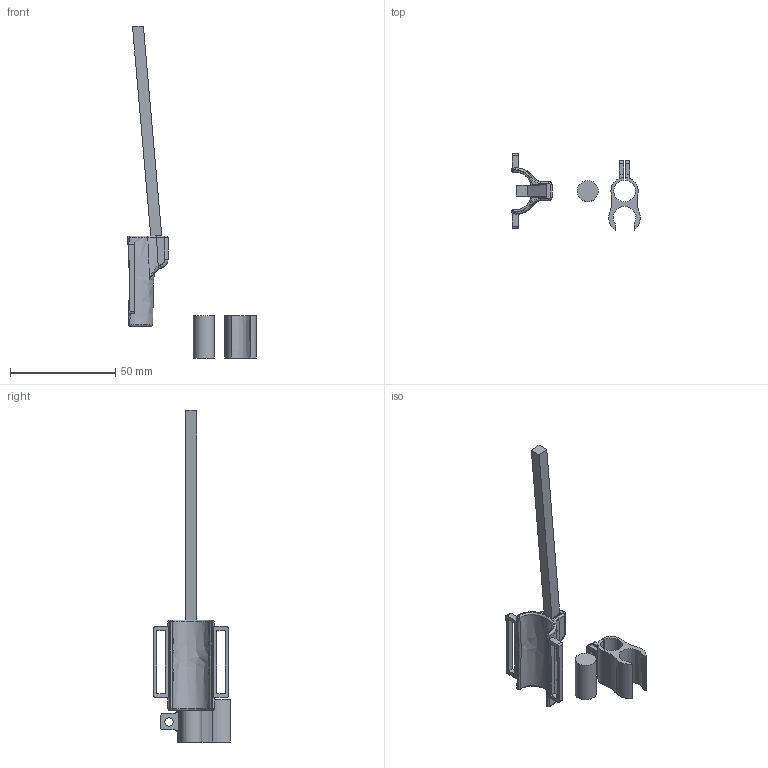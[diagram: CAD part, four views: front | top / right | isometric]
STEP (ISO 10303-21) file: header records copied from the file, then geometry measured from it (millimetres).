
FILE_DESCRIPTION(/* description */ (''),/* implementation_level */ '2;1');
FILE_NAME(/* name */ 'thumb explode.step',/* time_stamp */ '2023-07-30T19:05:05+08:00',/* author */ (''),/* organization */ (''),/* preprocessor_version */ 'ST-DEVELOPER v19.2',/* originating_system */ 'Autodesk Translation Framework v11.17.0.187',/* authorisation */ '');
FILE_SCHEMA (('AUTOMOTIVE_DESIGN { 1 0 10303 214 3 1 1 }'));
Length unit declared in the file: millimetre
Products named in the file (3): thumb explode; Component1; Component3
Assembly tree (2 placements, depth 2):
  thumb explode
    Component1
    Component3
Bounding box: 61.18 x 36.44 x 157.93 mm (x, y, z)
Volume: 10351 mm3; surface area: 10829.6 mm2
Topology: 4 solids, 4 shells, 131 faces, 335 edges, 210 vertices
Faces by surface type: plane 54, bspline 43, cylinder 27, torus 4, sphere 2, cone 1
Full cylindrical faces by diameter (mm): 4 x2, 10 x1
Entity records: 5778 total; most frequent: CARTESIAN_POINT 2817, ORIENTED_EDGE 666, DIRECTION 487, EDGE_CURVE 333, VERTEX_POINT 210, AXIS2_PLACEMENT_3D 181, EDGE_LOOP 141, FACE_OUTER_BOUND 131
